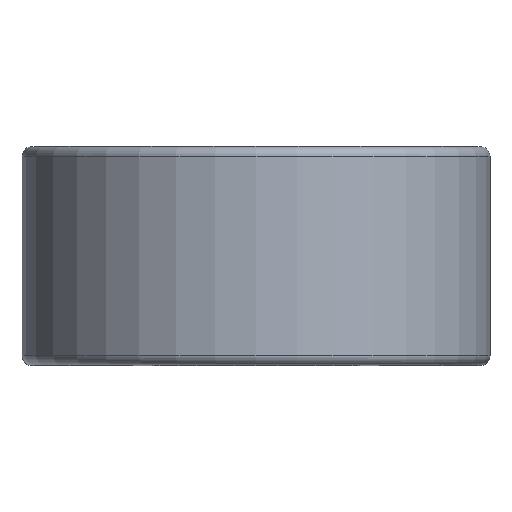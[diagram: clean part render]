
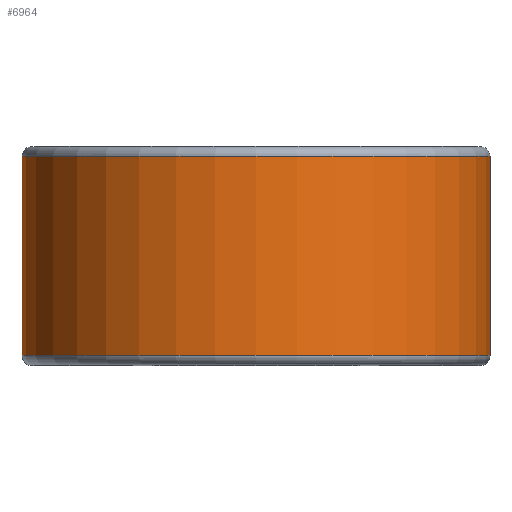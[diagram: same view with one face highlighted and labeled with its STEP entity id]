
A CAD part, top view. The second image highlights one B-rep face of the part: STEP entity #6964.
In plain terms, the highlighted cylindrical face has radius 11.9 mm (diameter 23.8 mm), a partial arc.
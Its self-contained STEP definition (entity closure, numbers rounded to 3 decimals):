
#55=CYLINDRICAL_SURFACE('',#7254,11.9);
#79=CIRCLE('',#7231,11.9);
#83=CIRCLE('',#7241,11.9);
#730=FACE_OUTER_BOUND('',#1144,.T.);
#1144=EDGE_LOOP('',(#6347,#6348,#6349,#6350));
#1820=LINE('',#13010,#2486);
#1821=LINE('',#13011,#2487);
#2486=VECTOR('',#8456,10.);
#2487=VECTOR('',#8457,10.);
#3417=VERTEX_POINT('',#12864);
#3418=VERTEX_POINT('',#12868);
#3420=VERTEX_POINT('',#12881);
#3422=VERTEX_POINT('',#12887);
#4388=EDGE_CURVE('',#3417,#3418,#79,.T.);
#4399=EDGE_CURVE('',#3420,#3422,#83,.T.);
#4418=EDGE_CURVE('',#3417,#3422,#1820,.T.);
#4419=EDGE_CURVE('',#3418,#3420,#1821,.T.);
#6347=ORIENTED_EDGE('',*,*,#4388,.F.);
#6348=ORIENTED_EDGE('',*,*,#4418,.T.);
#6349=ORIENTED_EDGE('',*,*,#4399,.F.);
#6350=ORIENTED_EDGE('',*,*,#4419,.F.);
#6964=ADVANCED_FACE('',(#730),#55,.T.);
#7231=AXIS2_PLACEMENT_3D('',#12870,#8391,#8392);
#7241=AXIS2_PLACEMENT_3D('',#12891,#8417,#8418);
#7254=AXIS2_PLACEMENT_3D('',#13009,#8454,#8455);
#8391=DIRECTION('center_axis',(0.,-1.,0.));
#8392=DIRECTION('ref_axis',(0.,0.,1.));
#8417=DIRECTION('center_axis',(0.,1.,0.));
#8418=DIRECTION('ref_axis',(0.,0.,1.));
#8454=DIRECTION('center_axis',(0.,1.,0.));
#8455=DIRECTION('ref_axis',(-1.,0.,0.));
#8456=DIRECTION('',(0.,1.,0.));
#8457=DIRECTION('',(0.,1.,0.));
#12864=CARTESIAN_POINT('',(11.9,-5.06,11.9));
#12868=CARTESIAN_POINT('',(-11.9,-5.06,11.9));
#12870=CARTESIAN_POINT('Origin',(0.,-5.06,11.9));
#12881=CARTESIAN_POINT('',(-11.9,5.06,11.9));
#12887=CARTESIAN_POINT('',(11.9,5.06,11.9));
#12891=CARTESIAN_POINT('Origin',(0.,5.06,11.9));
#13009=CARTESIAN_POINT('Origin',(0.,0.,11.9));
#13010=CARTESIAN_POINT('',(11.9,0.,11.9));
#13011=CARTESIAN_POINT('',(-11.9,0.,11.9));
